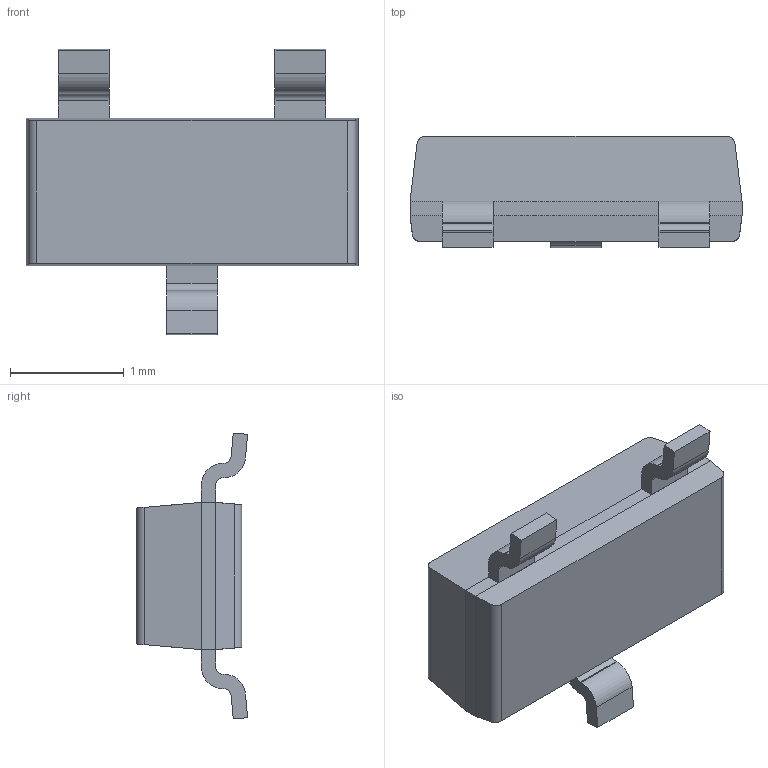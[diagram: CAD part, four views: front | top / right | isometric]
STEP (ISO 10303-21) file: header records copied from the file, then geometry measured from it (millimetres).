
FILE_DESCRIPTION((''),'2;1');
FILE_NAME('MF03A_ASM','2012-02-09T',('CKXSSC'),(''),'PRO/ENGINEER BY PARAMETRIC TECHNOLOGY CORPORATION, 2011220','PRO/ENGINEER BY PARAMETRIC TECHNOLOGY CORPORATION, 2011220','');
FILE_SCHEMA(('AUTOMOTIVE_DESIGN_CC2 { 1 2 10303 214 -1 1 5 2 }'));
Length unit declared in the file: inch
Products named in the file (3): BODY_MF03A; LEAD_MF03A; MF03A_ASM
Assembly tree (4 placements, depth 2):
  MF03A_ASM
    BODY_MF03A
    LEAD_MF03A  x3
Bounding box: 2.92 x 0.98 x 2.51 mm (x, y, z)
Volume: 3.5 mm3; surface area: 17.4 mm2
Topology: 4 solids, 4 shells, 60 faces, 148 edges, 96 vertices
Faces by surface type: plane 44, cylinder 16
Entity records: 1298 total; most frequent: CARTESIAN_POINT 211, DIRECTION 154, ORIENTED_EDGE 152, PRESENTATION_STYLE_ASSIGNMENT 78, STYLED_ITEM 78, CURVE_STYLE 76, EDGE_CURVE 76, VECTOR 60
